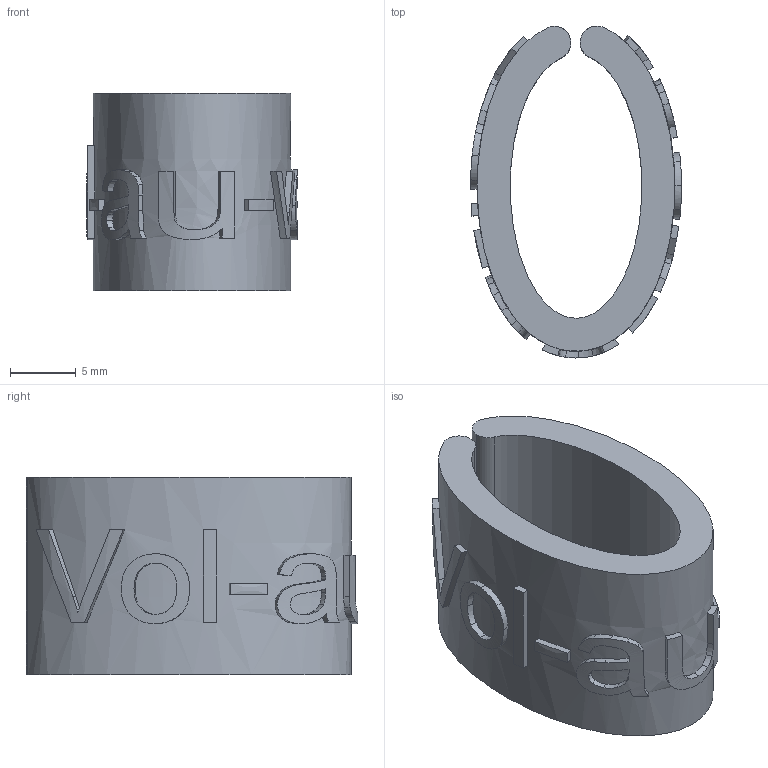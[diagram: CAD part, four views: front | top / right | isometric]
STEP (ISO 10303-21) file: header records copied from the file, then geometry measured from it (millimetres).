
FILE_DESCRIPTION(/* description */ (''),/* implementation_level */ '2;1');
FILE_NAME(/* name */ 'ChickenRing v1.step',/* time_stamp */ '2021-04-24T22:27:12+02:00',/* author */ (''),/* organization */ (''),/* preprocessor_version */ 'ST-DEVELOPER v18.1',/* originating_system */ 'Autodesk Translation Framework v10.6.0.1341',/* authorisation */ '');
FILE_SCHEMA (('AUTOMOTIVE_DESIGN { 1 0 10303 214 3 1 1 }'));
Length unit declared in the file: millimetre
Products named in the file (1): ChickenRing
Bounding box: 16 x 25.16 x 15 mm (x, y, z)
Volume: 2116.6 mm3; surface area: 2118 mm2
Topology: 1 solids, 1 shells, 183 faces, 501 edges, 334 vertices
Faces by surface type: bspline 130, plane 51, cylinder 2
Entity records: 8207 total; most frequent: CARTESIAN_POINT 4887, ORIENTED_EDGE 1002, EDGE_CURVE 501, B_SPLINE_CURVE_WITH_KNOTS 492, VERTEX_POINT 334, EDGE_LOOP 197, FACE_OUTER_BOUND 183, ADVANCED_FACE 183
